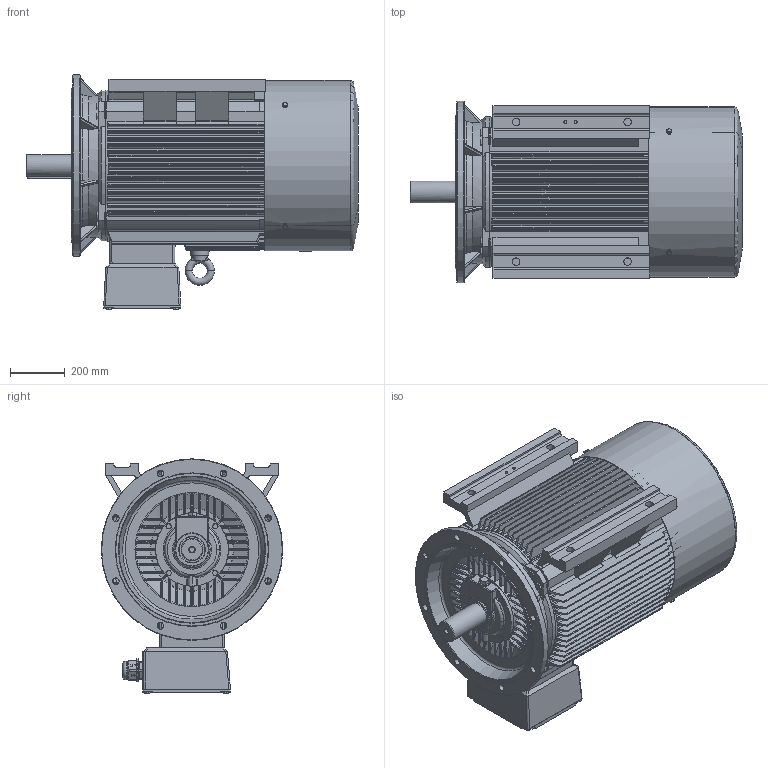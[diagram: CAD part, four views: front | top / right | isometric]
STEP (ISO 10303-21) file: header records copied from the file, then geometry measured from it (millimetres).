
FILE_DESCRIPTION(/* description */ (''),/* implementation_level */ '2;1');
FILE_NAME(/* name */ 'JM2-315S-4.6.8-B35.stp',/* time_stamp */ '2016-11-29T09:59:30+08:00',/* author */ (''),/* organization */ (''),/* preprocessor_version */ 'ST-DEVELOPER v16',/* originating_system */ 'SIEMENS PLM Software NX 10.0',/* authorisation */ '');
FILE_SCHEMA (('CONFIG_CONTROL_DESIGN'));
Products named in the file (1): JM2-315S-4.6.8-B35
Bounding box: 1208.04 x 660.58 x 852.29 mm (x, y, z)
Volume: 68059982.4 mm3; surface area: 11551695.1 mm2
Topology: 48 solids, 48 shells, 5656 faces, 15654 edges, 10216 vertices
Faces by surface type: plane 3393, cylinder 1266, cone 646, torus 282, bspline 57, sphere 12
Full cylindrical faces by diameter (mm): 2 x2, 10 x4, 12 x4, 20 x1, 24 x7, 28 x2, 43.312 x2, 51.188 x4, 61.031 x12, 63 x4, 64.969 x12, 67.922 x2, 80 x1, 83.672 x2, 94 x1, 95 x4, 108 x1, 110 x1, 120 x3, 200 x1, 265 x2, 528 x1, 620 x1, 660.578 x1
Entity records: 194623 total; most frequent: CARTESIAN_POINT 51850, ORIENTED_EDGE 30828, DIRECTION 26882, EDGE_CURVE 15414, VERTEX_POINT 10119, LINE 9982, VECTOR 9982, AXIS2_PLACEMENT_3D 8450
